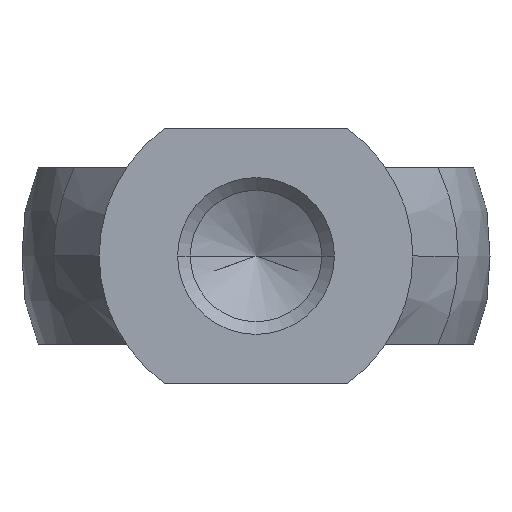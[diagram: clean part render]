
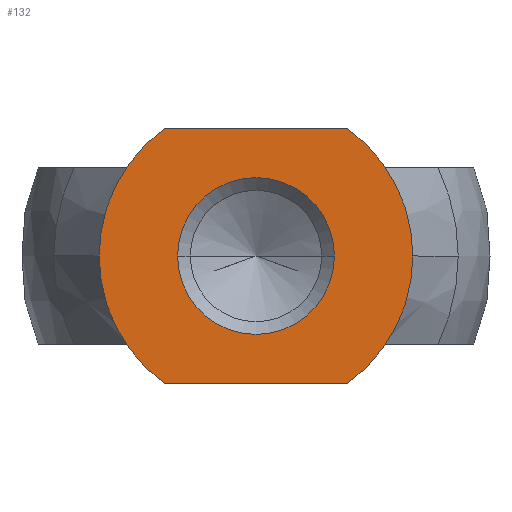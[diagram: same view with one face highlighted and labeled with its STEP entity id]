
A CAD part, front view. The second image highlights one B-rep face of the part: STEP entity #132.
In plain terms, the highlighted planar face has unit normal (0, -1, 0).
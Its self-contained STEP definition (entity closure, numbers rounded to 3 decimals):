
#132=ADVANCED_FACE('',(#281,#282),#283,.T.);
#281=FACE_BOUND('',#454,.T.);
#282=FACE_OUTER_BOUND('',#455,.T.);
#283=PLANE('',#456);
#454=EDGE_LOOP('',(#750,#751));
#455=EDGE_LOOP('',(#752,#753,#754,#755,#756,#757));
#456=AXIS2_PLACEMENT_3D('',#758,#759,#760);
#750=ORIENTED_EDGE('',*,*,#1011,.T.);
#751=ORIENTED_EDGE('',*,*,#1034,.T.);
#752=ORIENTED_EDGE('',*,*,#1045,.T.);
#753=ORIENTED_EDGE('',*,*,#1057,.F.);
#754=ORIENTED_EDGE('',*,*,#979,.F.);
#755=ORIENTED_EDGE('',*,*,#1055,.T.);
#756=ORIENTED_EDGE('',*,*,#982,.F.);
#757=ORIENTED_EDGE('',*,*,#1053,.F.);
#758=CARTESIAN_POINT('',(0.0,-36.0,0.0));
#759=DIRECTION('',(0.0,-1.0,0.0));
#760=DIRECTION('',(-1.0,0.0,0.0));
#979=EDGE_CURVE('',#1157,#1153,#1159,.T.);
#982=EDGE_CURVE('',#1161,#1164,#1165,.T.);
#1011=EDGE_CURVE('',#1206,#1208,#1210,.T.);
#1034=EDGE_CURVE('',#1208,#1206,#1239,.T.);
#1045=EDGE_CURVE('',#1250,#1251,#1252,.T.);
#1053=EDGE_CURVE('',#1250,#1161,#1262,.T.);
#1055=EDGE_CURVE('',#1157,#1164,#1264,.T.);
#1057=EDGE_CURVE('',#1153,#1251,#1266,.T.);
#1153=VERTEX_POINT('',#1411);
#1157=VERTEX_POINT('',#1416);
#1159=CIRCLE('',#1419,8.0);
#1161=VERTEX_POINT('',#1421);
#1164=VERTEX_POINT('',#1425);
#1165=CIRCLE('',#1426,8.0);
#1206=VERTEX_POINT('',#1487);
#1208=VERTEX_POINT('',#1490);
#1210=CIRCLE('',#1493,4.0);
#1239=CIRCLE('',#1620,4.0);
#1250=VERTEX_POINT('',#1631);
#1251=VERTEX_POINT('',#1632);
#1252=LINE('',#1633,#1634);
#1262=CIRCLE('',#1655,8.0);
#1264=LINE('',#1657,#1658);
#1266=CIRCLE('',#1660,8.0);
#1411=CARTESIAN_POINT('',(8.0,-36.0,0.));
#1416=CARTESIAN_POINT('',(4.664,-36.0,6.5));
#1419=AXIS2_PLACEMENT_3D('',#1814,#1815,#1816);
#1421=CARTESIAN_POINT('',(-8.0,-36.0,0.));
#1425=CARTESIAN_POINT('',(-4.664,-36.0,6.5));
#1426=AXIS2_PLACEMENT_3D('',#1818,#1819,#1820);
#1487=CARTESIAN_POINT('',(4.0,-36.0,0.));
#1490=CARTESIAN_POINT('',(-4.0,-36.0,0.));
#1493=AXIS2_PLACEMENT_3D('',#1858,#1859,#1860);
#1620=AXIS2_PLACEMENT_3D('',#1888,#1889,#1890);
#1631=CARTESIAN_POINT('',(-4.664,-36.0,-6.5));
#1632=CARTESIAN_POINT('',(4.664,-36.0,-6.5));
#1633=CARTESIAN_POINT('',(0.,-36.0,-6.5));
#1634=VECTOR('',#1903,1.0);
#1655=AXIS2_PLACEMENT_3D('',#1912,#1913,#1914);
#1657=CARTESIAN_POINT('',(0.0,-36.0,6.5));
#1658=VECTOR('',#1915,1.0);
#1660=AXIS2_PLACEMENT_3D('',#1916,#1917,#1918);
#1814=CARTESIAN_POINT('',(0.,-36.0,0.0));
#1815=DIRECTION('',(0.,1.0,0.0));
#1816=DIRECTION('',(-1.0,0.,0.0));
#1818=CARTESIAN_POINT('',(0.,-36.0,0.0));
#1819=DIRECTION('',(0.,1.0,0.0));
#1820=DIRECTION('',(-1.0,0.,0.0));
#1858=CARTESIAN_POINT('',(0.0,-36.0,0.0));
#1859=DIRECTION('',(-0.0,1.0,0.0));
#1860=DIRECTION('',(1.0,0.0,0.));
#1888=CARTESIAN_POINT('',(0.0,-36.0,0.0));
#1889=DIRECTION('',(-0.0,1.0,0.0));
#1890=DIRECTION('',(1.0,0.0,0.));
#1903=DIRECTION('',(1.0,0.0,0.));
#1912=CARTESIAN_POINT('',(0.,-36.0,0.0));
#1913=DIRECTION('',(0.,1.0,0.0));
#1914=DIRECTION('',(-1.0,0.,0.0));
#1915=DIRECTION('',(-1.0,0.0,0.0));
#1916=CARTESIAN_POINT('',(0.,-36.0,0.0));
#1917=DIRECTION('',(0.,1.0,0.0));
#1918=DIRECTION('',(-1.0,0.,0.0));
